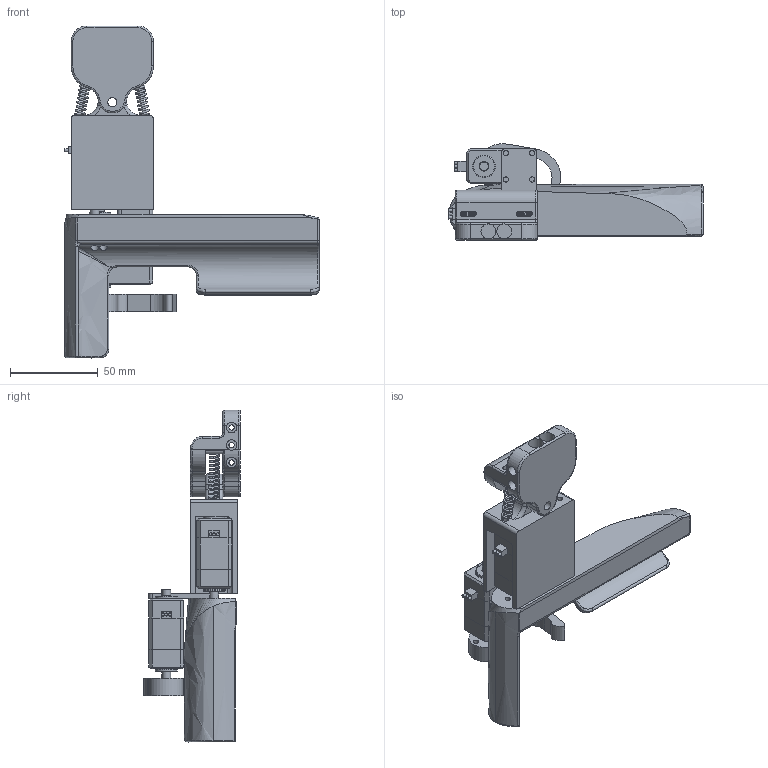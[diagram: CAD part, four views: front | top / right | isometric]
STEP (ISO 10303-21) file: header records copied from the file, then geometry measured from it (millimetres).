
FILE_DESCRIPTION(/* description */ (''),/* implementation_level */ '2;1');
FILE_NAME(/* name */ 'Handle assembly v18.step',/* time_stamp */ '2020-06-01T12:27:22+02:00',/* author */ (''),/* organization */ (''),/* preprocessor_version */ 'ST-DEVELOPER v18.1',/* originating_system */ 'Autodesk Translation Framework v9.3.0.1241',/* authorisation */ '');
FILE_SCHEMA (('AUTOMOTIVE_DESIGN { 1 0 10303 214 3 1 1 }'));
Length unit declared in the file: millimetre
Products named in the file (9): Handle assembly; HandleOpener Final; Handle Lock; LD-220MG Servo; Lock Servo Bracket; Manipulator Base; Spring; Link Mount; Spring(Mirror)
Assembly tree (9 placements, depth 2):
  Handle assembly
    LD-220MG Servo  x2
    HandleOpener Final
    Handle Lock
    Lock Servo Bracket
    Manipulator Base
    Spring
    Link Mount
    Spring(Mirror)
Bounding box: 145 x 55.18 x 189.5 mm (x, y, z)
Volume: 211447.4 mm3; surface area: 72392.2 mm2
Topology: 9 solids, 9 shells, 476 faces, 1418 edges, 1018 vertices
Faces by surface type: plane 238, cylinder 147, torus 47, bspline 40, sphere 2, cone 2
Full cylindrical faces by diameter (mm): 1.75 x6, 2.8 x6, 3 x26, 3.2 x1, 4.5 x7, 5 x6, 5.2 x3, 5.4 x1, 6 x7, 8.5 x2, 12.5 x4
Entity records: 25393 total; most frequent: CARTESIAN_POINT 15090, ORIENTED_EDGE 2182, DIRECTION 1925, EDGE_CURVE 1091, VERTEX_POINT 751, AXIS2_PLACEMENT_3D 720, EDGE_LOOP 494, LINE 485
